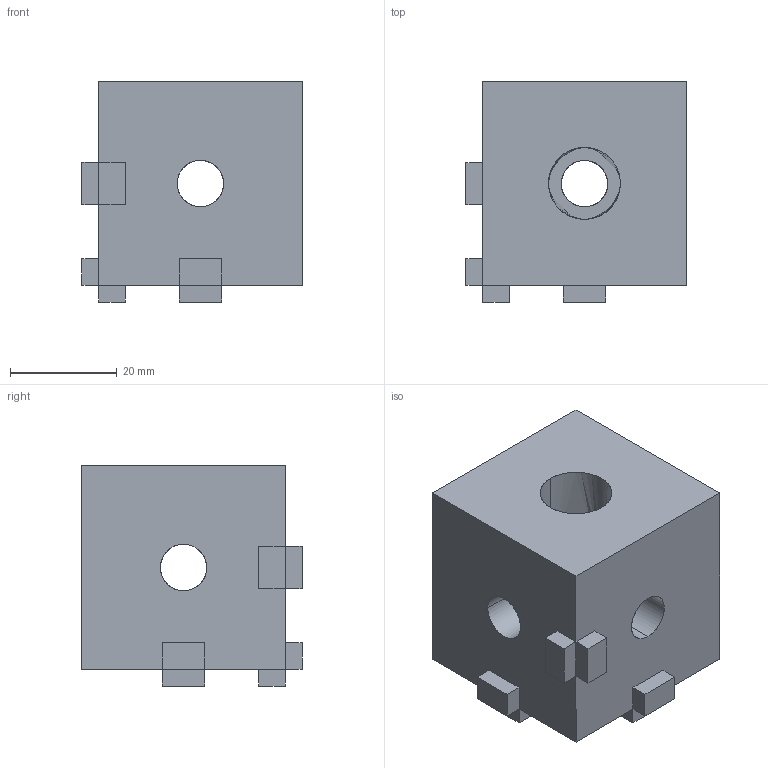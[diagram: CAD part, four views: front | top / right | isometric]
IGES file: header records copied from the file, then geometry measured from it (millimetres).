
Global section: file name: 15CB4846.igs; native system: AutoCAD-16.1s (LMS Tech) (Microsoft Windows NT Version 5.1 (x86)); preprocessor: Autodesk IGES Translator Mechanical Desktop 2005 (Jun  8 2004) from Autodesk, Inc.; author: Shawn Mantel; organization: Faztek, LLC; date: 20060313.164158; units: inch
Bounding box: 41.27 x 41.27 x 41.27 mm (x, y, z)
Surface area: 11797.8 mm2 (no closed solid volume)
Topology: 0 solids, 0 shells, 57 faces, 401 edges, 401 vertices
Faces by surface type: bspline 57
